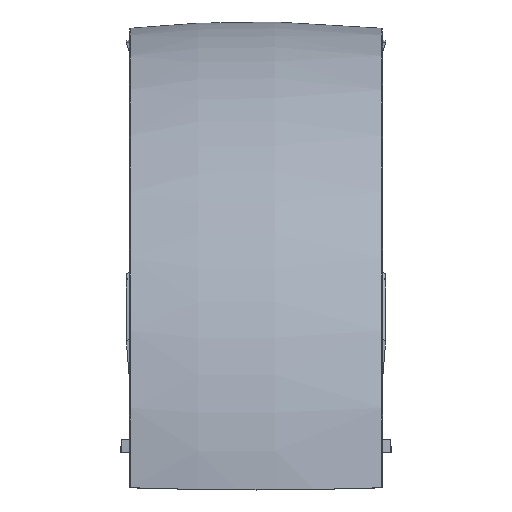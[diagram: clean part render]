
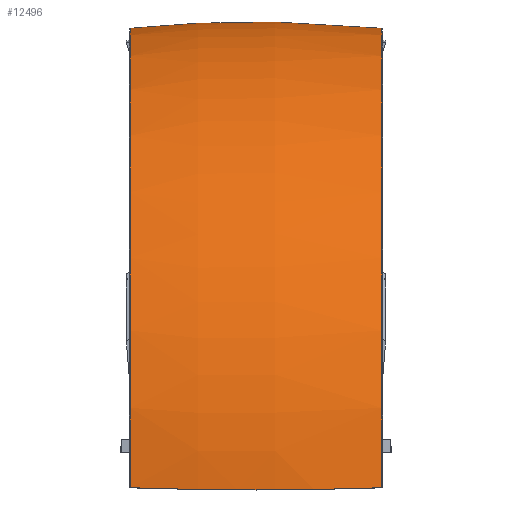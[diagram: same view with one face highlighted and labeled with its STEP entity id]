
A CAD part, left-side view. The second image highlights one B-rep face of the part: STEP entity #12496.
In plain terms, the highlighted toroidal (fillet/blend) face has major radius 168 mm and minor radius 270 mm.
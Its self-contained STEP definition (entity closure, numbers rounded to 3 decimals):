
#121 = CARTESIAN_POINT ( 'NONE',  ( 168., 0., -102. ) ) ;
#245 = CARTESIAN_POINT ( 'NONE',  ( 101.702, -12.686, -102. ) ) ;
#423 = CARTESIAN_POINT ( 'NONE',  ( -101.47, 17.606, -101.919 ) ) ;
#1495 = DIRECTION ( 'NONE',  ( -1., 0., 0. ) ) ;
#1690 = B_SPLINE_CURVE_WITH_KNOTS ( 'NONE', 3,
 ( #2666, #5851, #7333, #19300 ),
 .UNSPECIFIED., .F., .F.,
 ( 4, 4 ),
 ( 0.013, 0.027 ),
 .UNSPECIFIED. ) ;
#1749 = EDGE_CURVE ( 'NONE', #16273, #4637, #1772, .T. ) ;
#1772 = B_SPLINE_CURVE_WITH_KNOTS ( 'NONE', 3,
 ( #18990, #8513, #14498, #8809 ),
 .UNSPECIFIED., .F., .F.,
 ( 4, 4 ),
 ( 0.013, 0.027 ),
 .UNSPECIFIED. ) ;
#2223 = EDGE_CURVE ( 'NONE', #12232, #16870, #4857, .T. ) ;
#2283 = VERTEX_POINT ( 'NONE', #15551 ) ;
#2532 = CARTESIAN_POINT ( 'NONE',  ( -100.604, -27.413, -101.615 ) ) ;
#2610 = ORIENTED_EDGE ( 'NONE', *, *, #16346, .T. ) ;
#2643 = CARTESIAN_POINT ( 'NONE',  ( 101.702, 12.686, -102. ) ) ;
#2666 = CARTESIAN_POINT ( 'NONE',  ( 101.702, 12.686, -102. ) ) ;
#2989 = ORIENTED_EDGE ( 'NONE', *, *, #3680, .T. ) ;
#3154 = VERTEX_POINT ( 'NONE', #13751 ) ;
#3260 = DIRECTION ( 'NONE',  ( -1., 0., 0. ) ) ;
#3569 = DIRECTION ( 'NONE',  ( 1., 0., 0. ) ) ;
#3680 = EDGE_CURVE ( 'NONE', #12232, #3154, #5779, .T. ) ;
#4437 = EDGE_CURVE ( 'NONE', #16870, #5789, #6663, .T. ) ;
#4492 = CARTESIAN_POINT ( 'NONE',  ( 100.604, -27.413, -101.615 ) ) ;
#4637 = VERTEX_POINT ( 'NONE', #4492 ) ;
#4857 = CIRCLE ( 'NONE', #15851, 270. ) ;
#5152 = VERTEX_POINT ( 'NONE', #2643 ) ;
#5779 = B_SPLINE_CURVE_WITH_KNOTS ( 'NONE', 3,
 ( #16036, #14474, #18966, #2532 ),
 .UNSPECIFIED., .F., .F.,
 ( 4, 4 ),
 ( 0.013, 0.027 ),
 .UNSPECIFIED. ) ;
#5789 = VERTEX_POINT ( 'NONE', #14799 ) ;
#5851 = CARTESIAN_POINT ( 'NONE',  ( 101.47, 17.606, -101.919 ) ) ;
#6637 = CARTESIAN_POINT ( 'NONE',  ( 0., -27.413, -102. ) ) ;
#6663 = B_SPLINE_CURVE_WITH_KNOTS ( 'NONE', 3,
 ( #9528, #423, #12569, #9430 ),
 .UNSPECIFIED., .F., .F.,
 ( 4, 4 ),
 ( 0.013, 0.027 ),
 .UNSPECIFIED. ) ;
#7225 = AXIS2_PLACEMENT_3D ( 'NONE', #15907, #9840, #11111 ) ;
#7333 = CARTESIAN_POINT ( 'NONE',  ( 101.105, 22.515, -101.79 ) ) ;
#7709 = EDGE_CURVE ( 'NONE', #2283, #5789, #10176, .T. ) ;
#7973 = EDGE_LOOP ( 'NONE', ( #17681, #2610, #13840, #14923, #16001, #18454, #2989, #17390 ) ) ;
#8345 = TOROIDAL_SURFACE ( 'NONE', #9934, -168., 270. ) ;
#8508 = CIRCLE ( 'NONE', #19464, 100.605 ) ;
#8513 = CARTESIAN_POINT ( 'NONE',  ( 101.47, -17.606, -101.919 ) ) ;
#8809 = CARTESIAN_POINT ( 'NONE',  ( 100.604, -27.413, -101.615 ) ) ;
#9430 = CARTESIAN_POINT ( 'NONE',  ( -100.604, 27.413, -101.615 ) ) ;
#9528 = CARTESIAN_POINT ( 'NONE',  ( -101.702, 12.686, -102. ) ) ;
#9840 = DIRECTION ( 'NONE',  ( 0., 0., 1. ) ) ;
#9934 = AXIS2_PLACEMENT_3D ( 'NONE', #16729, #16637, #3260 ) ;
#10176 = CIRCLE ( 'NONE', #12370, 100.605 ) ;
#11111 = DIRECTION ( 'NONE',  ( 1., 0., 0. ) ) ;
#12232 = VERTEX_POINT ( 'NONE', #12902 ) ;
#12370 = AXIS2_PLACEMENT_3D ( 'NONE', #14807, #19106, #17632 ) ;
#12496 = ADVANCED_FACE ( 'NONE', ( #15184 ), #8345, .T. ) ;
#12569 = CARTESIAN_POINT ( 'NONE',  ( -101.105, 22.515, -101.79 ) ) ;
#12745 = EDGE_CURVE ( 'NONE', #5152, #2283, #1690, .T. ) ;
#12848 = DIRECTION ( 'NONE',  ( 0., -1., 0. ) ) ;
#12902 = CARTESIAN_POINT ( 'NONE',  ( -101.702, -12.686, -102. ) ) ;
#13444 = DIRECTION ( 'NONE',  ( 0., 0., -1. ) ) ;
#13751 = CARTESIAN_POINT ( 'NONE',  ( -100.604, -27.413, -101.615 ) ) ;
#13840 = ORIENTED_EDGE ( 'NONE', *, *, #12745, .T. ) ;
#14474 = CARTESIAN_POINT ( 'NONE',  ( -101.47, -17.606, -101.919 ) ) ;
#14498 = CARTESIAN_POINT ( 'NONE',  ( 101.105, -22.515, -101.79 ) ) ;
#14799 = CARTESIAN_POINT ( 'NONE',  ( -100.604, 27.413, -101.615 ) ) ;
#14807 = CARTESIAN_POINT ( 'NONE',  ( 0., 27.413, -102. ) ) ;
#14923 = ORIENTED_EDGE ( 'NONE', *, *, #7709, .T. ) ;
#15184 = FACE_OUTER_BOUND ( 'NONE', #7973, .T. ) ;
#15551 = CARTESIAN_POINT ( 'NONE',  ( 100.604, 27.413, -101.615 ) ) ;
#15672 = CIRCLE ( 'NONE', #7225, 270. ) ;
#15851 = AXIS2_PLACEMENT_3D ( 'NONE', #121, #13444, #1495 ) ;
#15907 = CARTESIAN_POINT ( 'NONE',  ( -168., 0., -102. ) ) ;
#16001 = ORIENTED_EDGE ( 'NONE', *, *, #4437, .F. ) ;
#16036 = CARTESIAN_POINT ( 'NONE',  ( -101.702, -12.686, -102. ) ) ;
#16273 = VERTEX_POINT ( 'NONE', #245 ) ;
#16346 = EDGE_CURVE ( 'NONE', #16273, #5152, #15672, .T. ) ;
#16637 = DIRECTION ( 'NONE',  ( 0., 1., 0. ) ) ;
#16729 = CARTESIAN_POINT ( 'NONE',  ( 0., 0., -102. ) ) ;
#16870 = VERTEX_POINT ( 'NONE', #17094 ) ;
#17094 = CARTESIAN_POINT ( 'NONE',  ( -101.702, 12.686, -102. ) ) ;
#17390 = ORIENTED_EDGE ( 'NONE', *, *, #17430, .F. ) ;
#17430 = EDGE_CURVE ( 'NONE', #4637, #3154, #8508, .T. ) ;
#17632 = DIRECTION ( 'NONE',  ( 1., 0., 0. ) ) ;
#17681 = ORIENTED_EDGE ( 'NONE', *, *, #1749, .F. ) ;
#18454 = ORIENTED_EDGE ( 'NONE', *, *, #2223, .F. ) ;
#18966 = CARTESIAN_POINT ( 'NONE',  ( -101.105, -22.515, -101.79 ) ) ;
#18990 = CARTESIAN_POINT ( 'NONE',  ( 101.702, -12.686, -102. ) ) ;
#19106 = DIRECTION ( 'NONE',  ( 0., -1., 0. ) ) ;
#19300 = CARTESIAN_POINT ( 'NONE',  ( 100.604, 27.413, -101.615 ) ) ;
#19464 = AXIS2_PLACEMENT_3D ( 'NONE', #6637, #12848, #3569 ) ;
